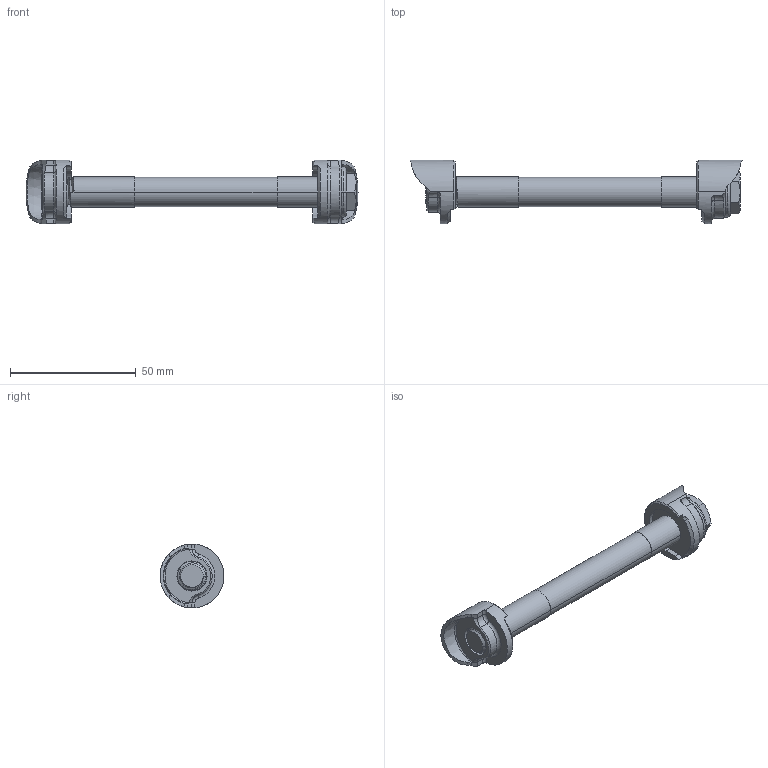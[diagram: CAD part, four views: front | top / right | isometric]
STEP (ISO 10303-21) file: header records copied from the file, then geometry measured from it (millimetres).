
FILE_DESCRIPTION (( 'STEP AP214' ), '1' );
FILE_NAME ('DR2054.STEP', '2015-06-15T18:53:33', ( 'Accounting' ), ( 'Microsoft' ), 'SwSTEP 2.0', 'SolidWorks 2015', '' );
FILE_SCHEMA (( 'AUTOMOTIVE_DESIGN' ));
Length unit declared in the file: millimetre
Products named in the file (4): DR2054; DR2054T; DR2054U; SK4001
Assembly tree (3 placements, depth 2):
  DR2054
    SK4001
    DR2054U
    DR2054T
Bounding box: 132 x 25.4 x 25.4 mm (x, y, z)
Volume: 21056.9 mm3; surface area: 10347.6 mm2
Topology: 3 solids, 3 shells, 129 faces, 318 edges, 200 vertices
Faces by surface type: cylinder 38, plane 38, cone 35, torus 10, bspline 8
Entity records: 5415 total; most frequent: CARTESIAN_POINT 2340, ORIENTED_EDGE 636, DIRECTION 588, EDGE_CURVE 318, AXIS2_PLACEMENT_3D 238, VERTEX_POINT 200, EDGE_LOOP 138, ADVANCED_FACE 129
